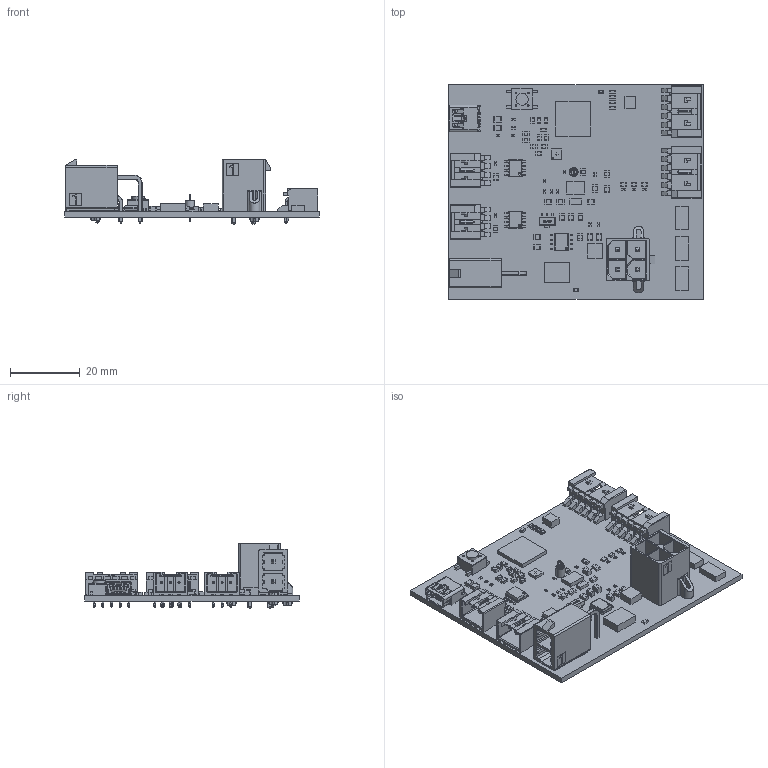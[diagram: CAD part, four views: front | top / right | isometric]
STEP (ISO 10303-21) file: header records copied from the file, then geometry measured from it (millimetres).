
FILE_DESCRIPTION(('Open CASCADE Model'),'2;1');
FILE_NAME('Open CASCADE Shape Model','2018-05-01T16:25:59',('Author'),( 'Open CASCADE'),'Open CASCADE STEP processor 6.5','Open CASCADE 6.5' ,'Unknown');
FILE_SCHEMA(('AUTOMOTIVE_DESIGN { 1 0 10303 214 1 1 1 1 }'));
Length unit declared in the file: millimetre
Products named in the file (216): PCB; Board; C1; 1415272576; Extruded; 1415276416; C2; C11; 1472577312; 1472575392; C12; 1472574496; 1472585760; C13; User_Library-Chip_Cap_MLCC_0805_(2012)_A; C14; C15; 1472599328; 1472598304; C16; C17; 1415277312; 1415277184; C18; 1415254272; 1415256320; C19; 1415276032; 1415256832; C20; 1415255552; 1415257856; C21; C22; 1415274368; 1472579232; C23; C24; C25; 1415256192 ...
Assembly tree (305 placements, depth 5):
  PCB
    Board
    C1
      1415272576  x2
        Extruded
      1415276416
        Extruded
    C2
      1415272576  x2
        Extruded
      1415276416
        Extruded
    C11
      1472577312  x2
        Extruded
      1472575392
        Extruded
    C12
      1472574496  x2
        Extruded
      1472585760
        Extruded
    C13
      User_Library-Chip_Cap_MLCC_0805_(2012)_A
    C14
      User_Library-Chip_Cap_MLCC_0805_(2012)_A
    C15
      1472599328  x2
        Extruded
      1472598304
        Extruded
    C16
      1472599328  x2
        Extruded
      1472598304
        Extruded
    C17
      1415277312
        Extruded
      1415277184  x2
        Extruded
    C18
      1415254272  x2
        Extruded
      1415256320
        Extruded
    C19
      1415276032  x2
        Extruded
      1415256832
        Extruded
    C20
      1415255552  x2
        Extruded
      1415257856
        Extruded
    C21
      1415255552  x2
        Extruded
      1415257856
Bounding box: 73.15 x 61.72 x 18.58 mm (x, y, z)
Volume: 11993.6 mm3; surface area: 19867.9 mm2
Topology: 181 solids, 182 shells, 5195 faces, 12805 edges, 8024 vertices
Faces by surface type: plane 3497, cylinder 871, bspline 525, sphere 154, torus 80, cone 68
Full cylindrical faces by diameter (mm): 0.5 x5, 3.5 x1
Entity records: 199537 total; most frequent: CARTESIAN_POINT 72450, DIRECTION 20702, LINE 13627, VECTOR 13627, ORIENTED_EDGE 12409, PCURVE 12407, DEFINITIONAL_REPRESENTATION 12407, EDGE_CURVE 6204
